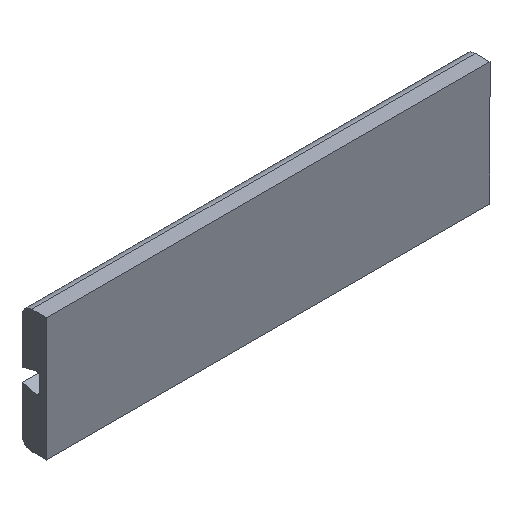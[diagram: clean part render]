
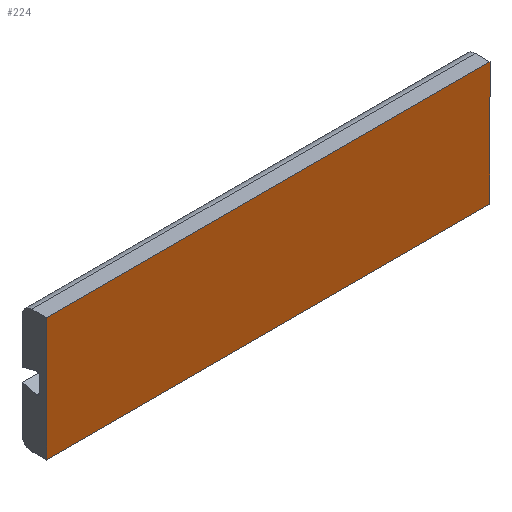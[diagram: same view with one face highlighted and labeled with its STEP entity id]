
A CAD part, isometric view. The second image highlights one B-rep face of the part: STEP entity #224.
In plain terms, the highlighted planar face has unit normal (0, -1, 0).
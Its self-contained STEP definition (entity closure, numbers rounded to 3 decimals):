
#7 = PLANE ( 'NONE',  #73 ) ;
#11 = EDGE_CURVE ( 'NONE', #359, #48, #238, .T. ) ;
#22 = ORIENTED_EDGE ( 'NONE', *, *, #99, .F. ) ;
#30 = DIRECTION ( 'NONE',  ( 0., 0., -1. ) ) ;
#45 = CARTESIAN_POINT ( 'NONE',  ( 90., 0., 0. ) ) ;
#48 = VERTEX_POINT ( 'NONE', #425 ) ;
#73 = AXIS2_PLACEMENT_3D ( 'NONE', #356, #187, #476 ) ;
#82 = EDGE_CURVE ( 'NONE', #48, #257, #376, .T. ) ;
#88 = VERTEX_POINT ( 'NONE', #105 ) ;
#99 = EDGE_CURVE ( 'NONE', #257, #88, #244, .T. ) ;
#105 = CARTESIAN_POINT ( 'NONE',  ( 0., 0., 0. ) ) ;
#136 = VECTOR ( 'NONE', #30, 1000. ) ;
#163 = ORIENTED_EDGE ( 'NONE', *, *, #11, .F. ) ;
#187 = DIRECTION ( 'NONE',  ( 0., -1., 0. ) ) ;
#195 = VECTOR ( 'NONE', #197, 1000. ) ;
#197 = DIRECTION ( 'NONE',  ( 1., 0., 0. ) ) ;
#212 = CARTESIAN_POINT ( 'NONE',  ( 90., 0., 0. ) ) ;
#224 = ADVANCED_FACE ( 'NONE', ( #247 ), #7, .T. ) ;
#238 = LINE ( 'NONE', #212, #136 ) ;
#244 = LINE ( 'NONE', #310, #256 ) ;
#247 = FACE_OUTER_BOUND ( 'NONE', #289, .T. ) ;
#256 = VECTOR ( 'NONE', #472, 1000. ) ;
#257 = VERTEX_POINT ( 'NONE', #261 ) ;
#261 = CARTESIAN_POINT ( 'NONE',  ( 0., 0., -25. ) ) ;
#289 = EDGE_LOOP ( 'NONE', ( #22, #408, #163, #346 ) ) ;
#303 = DIRECTION ( 'NONE',  ( -1., 0., 0. ) ) ;
#308 = LINE ( 'NONE', #322, #195 ) ;
#310 = CARTESIAN_POINT ( 'NONE',  ( 0., 0., 0. ) ) ;
#322 = CARTESIAN_POINT ( 'NONE',  ( 0., 0., 0. ) ) ;
#335 = VECTOR ( 'NONE', #303, 1000. ) ;
#344 = CARTESIAN_POINT ( 'NONE',  ( 0., 0., -25. ) ) ;
#346 = ORIENTED_EDGE ( 'NONE', *, *, #391, .F. ) ;
#356 = CARTESIAN_POINT ( 'NONE',  ( 0., 0., 0. ) ) ;
#359 = VERTEX_POINT ( 'NONE', #45 ) ;
#376 = LINE ( 'NONE', #344, #335 ) ;
#391 = EDGE_CURVE ( 'NONE', #88, #359, #308, .T. ) ;
#408 = ORIENTED_EDGE ( 'NONE', *, *, #82, .F. ) ;
#425 = CARTESIAN_POINT ( 'NONE',  ( 90., 0., -25. ) ) ;
#472 = DIRECTION ( 'NONE',  ( 0., 0., 1. ) ) ;
#476 = DIRECTION ( 'NONE',  ( 0., 0., -1. ) ) ;
